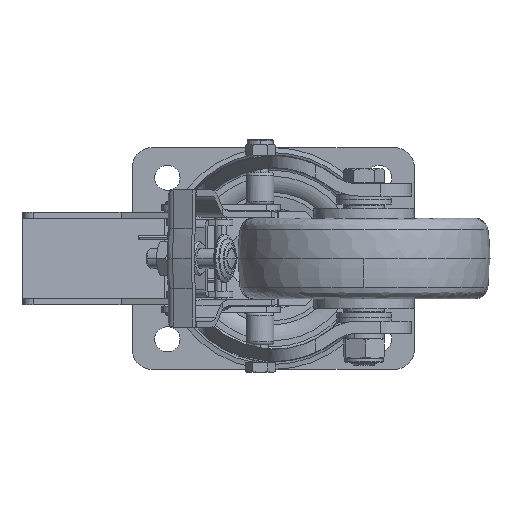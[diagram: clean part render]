
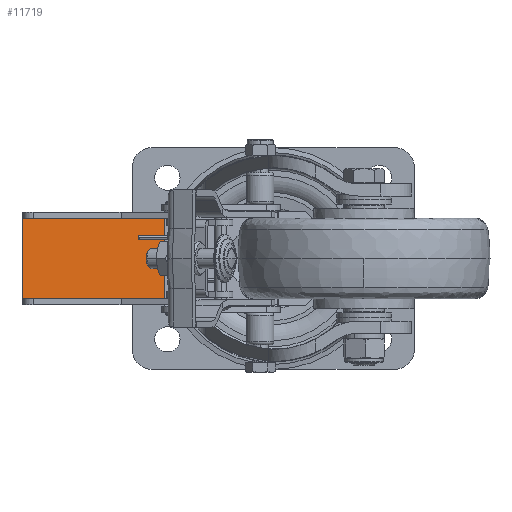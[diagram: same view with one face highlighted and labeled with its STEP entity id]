
A CAD part, front view. The second image highlights one B-rep face of the part: STEP entity #11719.
In plain terms, the highlighted planar face has unit normal (0.122, -0.993, 0).
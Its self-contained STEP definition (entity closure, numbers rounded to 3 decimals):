
#1410 = DIRECTION ( 'NONE',  ( 0.122, -0.993, 0. ) ) ;
#2285 = ORIENTED_EDGE ( 'NONE', *, *, #27665, .T. ) ;
#2373 = VERTEX_POINT ( 'NONE', #46631 ) ;
#3751 = FACE_OUTER_BOUND ( 'NONE', #11963, .T. ) ;
#8512 = EDGE_CURVE ( 'NONE', #26678, #44199, #49892, .T. ) ;
#8582 = EDGE_CURVE ( 'NONE', #26678, #17119, #45002, .T. ) ;
#9377 = DIRECTION ( 'NONE',  ( 0.993, 0.122, 0. ) ) ;
#10571 = CARTESIAN_POINT ( 'NONE',  ( -124.248, -57.806, -20. ) ) ;
#11719 = ADVANCED_FACE ( 'NONE', ( #3751 ), #12718, .T. ) ;
#11963 = EDGE_LOOP ( 'NONE', ( #38898, #2285, #12305, #27620 ) ) ;
#12039 = CARTESIAN_POINT ( 'NONE',  ( -124.248, -57.806, 20. ) ) ;
#12305 = ORIENTED_EDGE ( 'NONE', *, *, #37869, .F. ) ;
#12718 = PLANE ( 'NONE',  #31967 ) ;
#17119 = VERTEX_POINT ( 'NONE', #17273 ) ;
#17125 = CARTESIAN_POINT ( 'NONE',  ( -124.248, -57.806, -20. ) ) ;
#17273 = CARTESIAN_POINT ( 'NONE',  ( -53.777, -49.153, 20. ) ) ;
#22243 = LINE ( 'NONE', #17125, #35731 ) ;
#22775 = DIRECTION ( 'NONE',  ( 0.993, 0.122, 0. ) ) ;
#24755 = CARTESIAN_POINT ( 'NONE',  ( -53.777, -49.153, 23. ) ) ;
#25433 = VECTOR ( 'NONE', #50447, 1000. ) ;
#26678 = VERTEX_POINT ( 'NONE', #12039 ) ;
#27620 = ORIENTED_EDGE ( 'NONE', *, *, #8582, .F. ) ;
#27665 = EDGE_CURVE ( 'NONE', #44199, #2373, #22243, .T. ) ;
#31967 = AXIS2_PLACEMENT_3D ( 'NONE', #24755, #1410, #44739 ) ;
#34564 = VECTOR ( 'NONE', #22775, 1000. ) ;
#35731 = VECTOR ( 'NONE', #9377, 1000. ) ;
#37793 = DIRECTION ( 'NONE',  ( 0., 0., -1. ) ) ;
#37869 = EDGE_CURVE ( 'NONE', #17119, #2373, #48528, .T. ) ;
#38898 = ORIENTED_EDGE ( 'NONE', *, *, #8512, .T. ) ;
#41916 = CARTESIAN_POINT ( 'NONE',  ( -53.777, -49.153, 20. ) ) ;
#43604 = VECTOR ( 'NONE', #37793, 1000. ) ;
#44199 = VERTEX_POINT ( 'NONE', #10571 ) ;
#44739 = DIRECTION ( 'NONE',  ( 0., 0., -1. ) ) ;
#44765 = CARTESIAN_POINT ( 'NONE',  ( -124.248, -57.806, 20. ) ) ;
#45002 = LINE ( 'NONE', #46917, #34564 ) ;
#46631 = CARTESIAN_POINT ( 'NONE',  ( -53.777, -49.153, -20. ) ) ;
#46917 = CARTESIAN_POINT ( 'NONE',  ( -124.248, -57.806, 20. ) ) ;
#48528 = LINE ( 'NONE', #41916, #43604 ) ;
#49892 = LINE ( 'NONE', #44765, #25433 ) ;
#50447 = DIRECTION ( 'NONE',  ( 0., 0., -1. ) ) ;
